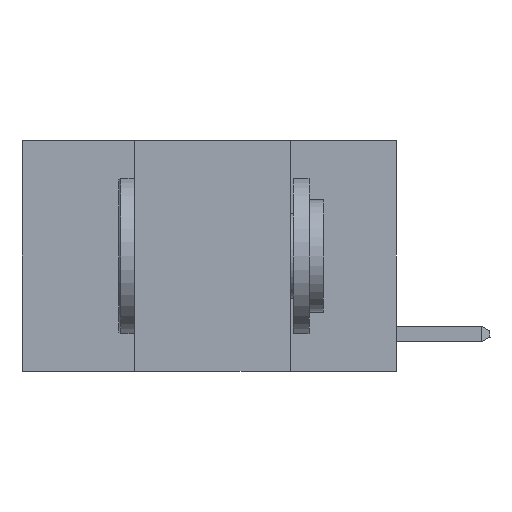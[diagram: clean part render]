
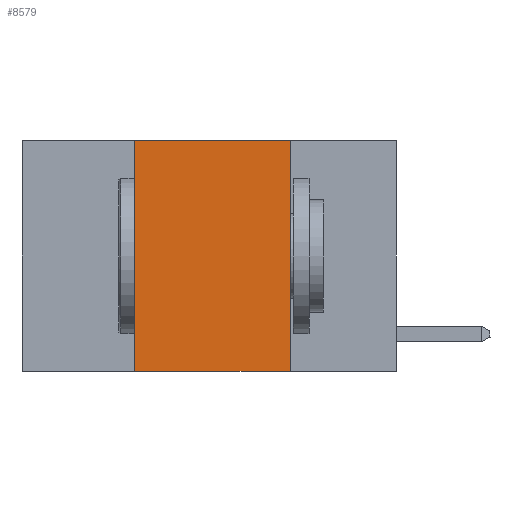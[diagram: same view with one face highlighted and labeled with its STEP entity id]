
A CAD part, left-side view. The second image highlights one B-rep face of the part: STEP entity #8579.
In plain terms, the highlighted planar face has unit normal (-1, 0, 0).
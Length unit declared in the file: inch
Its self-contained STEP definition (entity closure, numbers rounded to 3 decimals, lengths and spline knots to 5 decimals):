
#180 = VERTEX_POINT ( 'NONE', #8717 ) ;
#629 = EDGE_LOOP ( 'NONE', ( #24093, #1011, #23569, #8630 ) ) ;
#995 = CARTESIAN_POINT ( 'NONE',  ( 0., 0.6, 0. ) ) ;
#1011 = ORIENTED_EDGE ( 'NONE', *, *, #5290, .F. ) ;
#1201 = CARTESIAN_POINT ( 'NONE',  ( 0., 0.17, -0.37 ) ) ;
#1282 = CARTESIAN_POINT ( 'NONE',  ( 0., 0.17, 0. ) ) ;
#4294 = LINE ( 'NONE', #11932, #6671 ) ;
#4773 = LINE ( 'NONE', #12326, #24849 ) ;
#5290 = EDGE_CURVE ( 'NONE', #5348, #11715, #4294, .T. ) ;
#5348 = VERTEX_POINT ( 'NONE', #13125 ) ;
#5707 = VECTOR ( 'NONE', #20577, 39.37008 ) ;
#6671 = VECTOR ( 'NONE', #18447, 39.37008 ) ;
#7336 = CARTESIAN_POINT ( 'NONE',  ( 0., 0.6, -0.37 ) ) ;
#8579 = ADVANCED_FACE ( 'NONE', ( #23786 ), #23906, .F. ) ;
#8630 = ORIENTED_EDGE ( 'NONE', *, *, #9210, .T. ) ;
#8678 = DIRECTION ( 'NONE',  ( 0., 0., -1. ) ) ;
#8717 = CARTESIAN_POINT ( 'NONE',  ( 0., 0.42, -0.37 ) ) ;
#9210 = EDGE_CURVE ( 'NONE', #180, #21481, #17149, .T. ) ;
#10653 = DIRECTION ( 'NONE',  ( 1., 0., 0. ) ) ;
#11715 = VERTEX_POINT ( 'NONE', #14202 ) ;
#11932 = CARTESIAN_POINT ( 'NONE',  ( 0., 0.6, 0. ) ) ;
#12061 = DIRECTION ( 'NONE',  ( 0., 0., 1. ) ) ;
#12326 = CARTESIAN_POINT ( 'NONE',  ( 0., 0.42, 0. ) ) ;
#13125 = CARTESIAN_POINT ( 'NONE',  ( 0., 0.42, 0. ) ) ;
#14202 = CARTESIAN_POINT ( 'NONE',  ( 0., 0.17, 0. ) ) ;
#14500 = AXIS2_PLACEMENT_3D ( 'NONE', #995, #10653, #8678 ) ;
#14990 = DIRECTION ( 'NONE',  ( 0., -1., 0. ) ) ;
#17149 = LINE ( 'NONE', #7336, #18906 ) ;
#17576 = EDGE_CURVE ( 'NONE', #180, #5348, #4773, .T. ) ;
#18447 = DIRECTION ( 'NONE',  ( 0., -1., 0. ) ) ;
#18906 = VECTOR ( 'NONE', #14990, 39.37008 ) ;
#19139 = EDGE_CURVE ( 'NONE', #11715, #21481, #22799, .T. ) ;
#20577 = DIRECTION ( 'NONE',  ( 0., 0., -1. ) ) ;
#21481 = VERTEX_POINT ( 'NONE', #1201 ) ;
#22799 = LINE ( 'NONE', #1282, #5707 ) ;
#23569 = ORIENTED_EDGE ( 'NONE', *, *, #17576, .F. ) ;
#23786 = FACE_OUTER_BOUND ( 'NONE', #629, .T. ) ;
#23906 = PLANE ( 'NONE',  #14500 ) ;
#24093 = ORIENTED_EDGE ( 'NONE', *, *, #19139, .F. ) ;
#24849 = VECTOR ( 'NONE', #12061, 39.37008 ) ;
